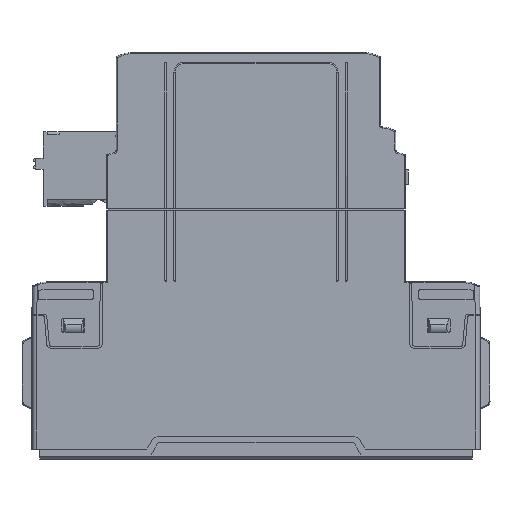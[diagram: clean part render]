
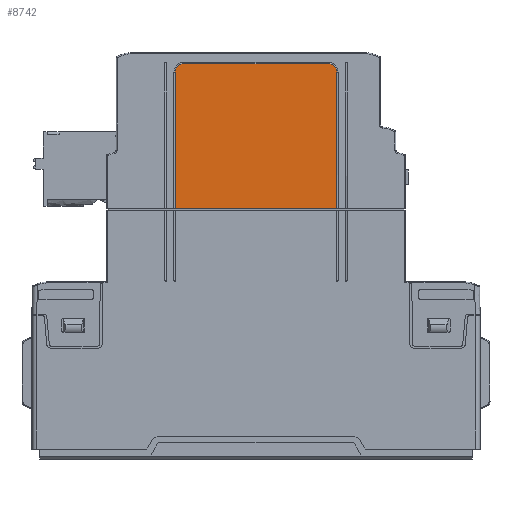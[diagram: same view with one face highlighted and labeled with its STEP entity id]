
A CAD part, left-side view. The second image highlights one B-rep face of the part: STEP entity #8742.
In plain terms, the highlighted planar face has unit normal (-1, 0, 0).
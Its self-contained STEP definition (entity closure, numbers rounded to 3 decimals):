
#8648=CARTESIAN_POINT('',(-8.9,-16.2,77.75));
#8649=VERTEX_POINT('',#8648);
#8650=CARTESIAN_POINT('',(-8.9,-16.2,50.3));
#8651=VERTEX_POINT('',#8650);
#8652=CARTESIAN_POINT('',(-8.9,-16.2,77.75));
#8653=DIRECTION('',(0.,0.,-1.0));
#8654=VECTOR('',#8653,27.45);
#8655=LINE('',#8652,#8654);
#8656=EDGE_CURVE('',#8649,#8651,#8655,.T.);
#8694=CARTESIAN_POINT('',(-8.9,27.392,56.776));
#8695=DIRECTION('',(1.0,0.0,0.0));
#8696=DIRECTION('',(0.0,0.0,-1.0));
#8697=AXIS2_PLACEMENT_3D('',#8694,#8695,#8696);
#8698=PLANE('',#8697);
#8699=CARTESIAN_POINT('',(-8.9,16.2,77.75));
#8700=VERTEX_POINT('',#8699);
#8701=CARTESIAN_POINT('',(-8.9,16.2,50.3));
#8702=VERTEX_POINT('',#8701);
#8703=CARTESIAN_POINT('',(-8.9,16.2,77.75));
#8704=DIRECTION('',(0.,0.,-1.0));
#8705=VECTOR('',#8704,27.45);
#8706=LINE('',#8703,#8705);
#8707=EDGE_CURVE('',#8700,#8702,#8706,.T.);
#8708=ORIENTED_EDGE('',*,*,#8707,.T.);
#8709=CARTESIAN_POINT('',(-8.9,16.2,50.3));
#8710=DIRECTION('',(0.0,-1.0,0.0));
#8711=VECTOR('',#8710,32.4);
#8712=LINE('',#8709,#8711);
#8713=EDGE_CURVE('',#8702,#8651,#8712,.T.);
#8714=ORIENTED_EDGE('',*,*,#8713,.T.);
#8715=ORIENTED_EDGE('',*,*,#8656,.F.);
#8716=CARTESIAN_POINT('',(-8.9,-14.5,79.45));
#8717=VERTEX_POINT('',#8716);
#8718=CARTESIAN_POINT('',(-8.9,-14.5,77.75));
#8719=DIRECTION('',(1.0,0.,0.));
#8720=DIRECTION('',(0.,0.,1.0));
#8721=AXIS2_PLACEMENT_3D('',#8718,#8719,#8720);
#8722=CIRCLE('',#8721,1.7);
#8723=EDGE_CURVE('',#8717,#8649,#8722,.T.);
#8724=ORIENTED_EDGE('',*,*,#8723,.F.);
#8725=CARTESIAN_POINT('',(-8.9,14.5,79.45));
#8726=VERTEX_POINT('',#8725);
#8727=CARTESIAN_POINT('',(-8.9,14.5,79.45));
#8728=DIRECTION('',(0.0,-1.0,0.0));
#8729=VECTOR('',#8728,29.);
#8730=LINE('',#8727,#8729);
#8731=EDGE_CURVE('',#8726,#8717,#8730,.T.);
#8732=ORIENTED_EDGE('',*,*,#8731,.F.);
#8733=CARTESIAN_POINT('',(-8.9,14.5,77.75));
#8734=DIRECTION('',(-1.0,0.,0.));
#8735=DIRECTION('',(0.,0.,1.0));
#8736=AXIS2_PLACEMENT_3D('',#8733,#8734,#8735);
#8737=CIRCLE('',#8736,1.7);
#8738=EDGE_CURVE('',#8726,#8700,#8737,.T.);
#8739=ORIENTED_EDGE('',*,*,#8738,.T.);
#8740=EDGE_LOOP('',(#8708,#8714,#8715,#8724,#8732,#8739));
#8741=FACE_OUTER_BOUND('',#8740,.T.);
#8742=ADVANCED_FACE('',(#8741),#8698,.F.);
